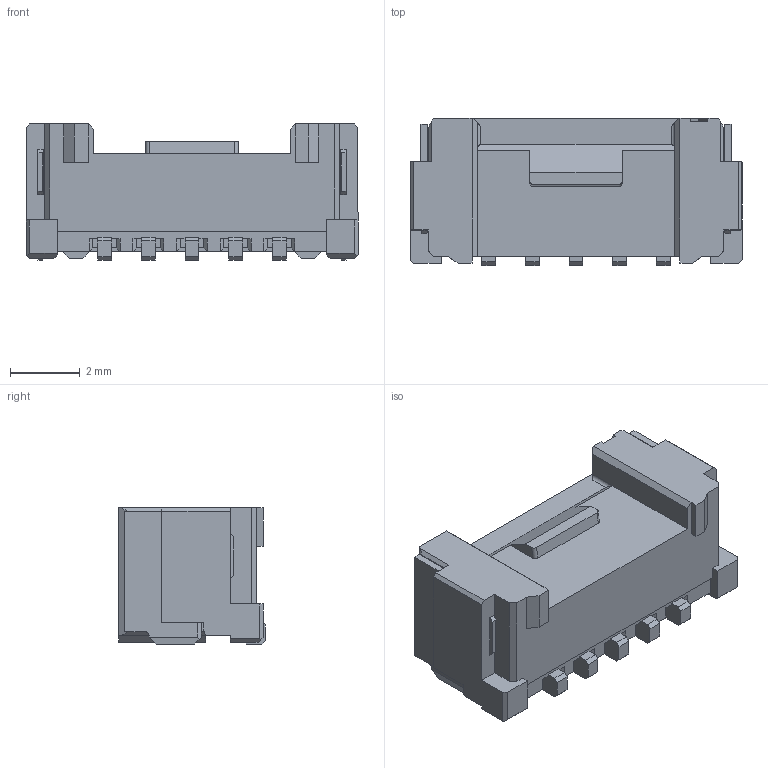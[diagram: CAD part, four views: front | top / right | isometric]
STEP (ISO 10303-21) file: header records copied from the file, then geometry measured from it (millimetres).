
FILE_DESCRIPTION((''),'2;1');
FILE_NAME('5055670571','2017-09-18T',('ksrinivasara'),(''),'PRO/ENGINEER BY PARAMETRIC TECHNOLOGY CORPORATION, 2012310','PRO/ENGINEER BY PARAMETRIC TECHNOLOGY CORPORATION, 2012310','');
FILE_SCHEMA(('CONFIG_CONTROL_DESIGN'));
Length unit declared in the file: millimetre
Products named in the file (1): 5055670571
Bounding box: 9.5 x 4.2 x 3.9 mm (x, y, z)
Volume: 76 mm3; surface area: 276.1 mm2
Topology: 1 solids, 1 shells, 310 faces, 919 edges, 613 vertices
Faces by surface type: plane 278, cylinder 28, cone 4
Entity records: 10224 total; most frequent: CARTESIAN_POINT 1892, ORIENTED_EDGE 1782, DIRECTION 1579, EDGE_CURVE 891, VECTOR 857, LINE 857, VERTEX_POINT 585, AXIS2_PLACEMENT_3D 361
